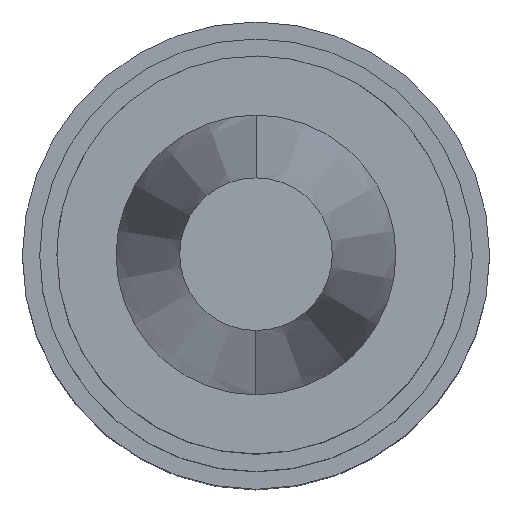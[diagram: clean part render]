
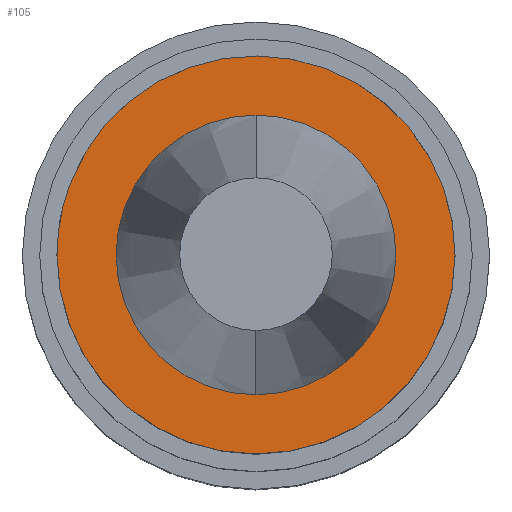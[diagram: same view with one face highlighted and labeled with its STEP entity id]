
A CAD part, top view. The second image highlights one B-rep face of the part: STEP entity #105.
In plain terms, the highlighted planar face has unit normal (0, 0, 1).
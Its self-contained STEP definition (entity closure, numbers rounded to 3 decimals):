
#105=ADVANCED_FACE('',(#136,#137),#131,.F.);
#131=PLANE('',#432);
#136=FACE_BOUND('',#156,.T.);
#137=FACE_BOUND('',#157,.T.);
#156=EDGE_LOOP('',(#192));
#157=EDGE_LOOP('',(#193,#194));
#192=ORIENTED_EDGE('',*,*,#322,.F.);
#193=ORIENTED_EDGE('',*,*,#323,.T.);
#194=ORIENTED_EDGE('',*,*,#324,.T.);
#288=VERTEX_POINT('',#636);
#289=VERTEX_POINT('',#638);
#290=VERTEX_POINT('',#639);
#322=EDGE_CURVE('',#288,#288,#370,.T.);
#323=EDGE_CURVE('',#289,#290,#371,.T.);
#324=EDGE_CURVE('',#290,#289,#372,.T.);
#370=CIRCLE('',#429,23.);
#371=CIRCLE('',#430,16.167);
#372=CIRCLE('',#431,16.167);
#429=AXIS2_PLACEMENT_3D('',#635,#497,#498);
#430=AXIS2_PLACEMENT_3D('',#637,#499,#500);
#431=AXIS2_PLACEMENT_3D('',#640,#501,#502);
#432=AXIS2_PLACEMENT_3D('',#641,#503,#504);
#497=DIRECTION('',(0.,0.,-1.));
#498=DIRECTION('',(-1.,0.,0.));
#499=DIRECTION('',(0.,0.,-1.));
#500=DIRECTION('',(-1.,0.,0.));
#501=DIRECTION('',(0.,0.,-1.));
#502=DIRECTION('',(-1.,0.,0.));
#503=DIRECTION('',(0.,0.,-1.));
#504=DIRECTION('',(0.,1.,0.));
#635=CARTESIAN_POINT('',(0.,0.,-2.));
#636=CARTESIAN_POINT('',(-23.,0.,-2.));
#637=CARTESIAN_POINT('',(0.,0.,-2.));
#638=CARTESIAN_POINT('',(0.,16.167,-2.));
#639=CARTESIAN_POINT('',(0.,-16.167,-2.));
#640=CARTESIAN_POINT('',(0.,0.,-2.));
#641=CARTESIAN_POINT('',(0.,0.,-2.));
